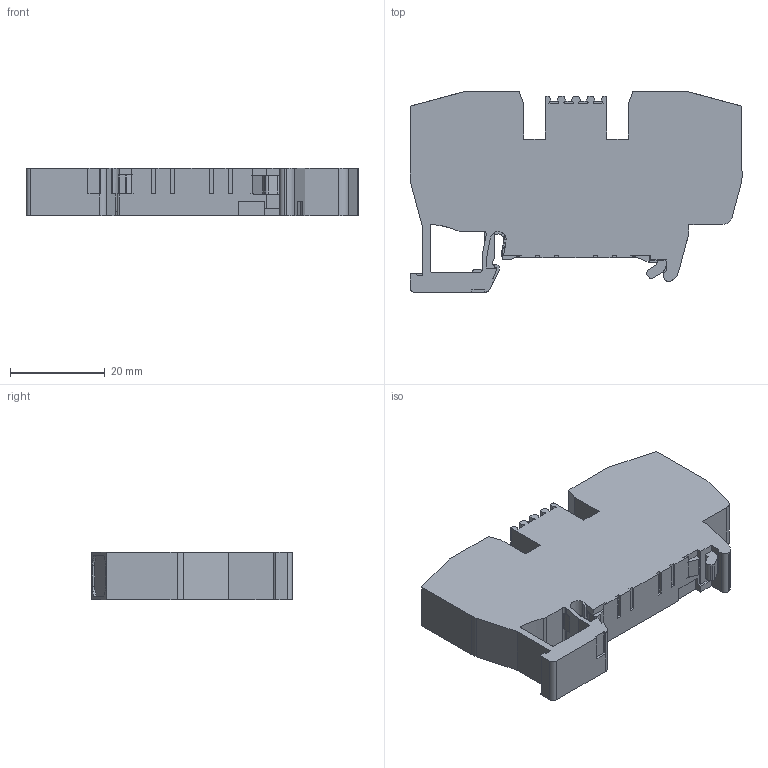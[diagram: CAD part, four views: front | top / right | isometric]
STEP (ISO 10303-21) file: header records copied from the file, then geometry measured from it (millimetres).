
FILE_DESCRIPTION (( 'STEP AP214' ), '1' );
FILE_NAME ('336250_YBK 10 T.STP', '2013-11-13T12:00:06', ( 'arge' ), ( 'Microsoft' ), 'SwSTEP 2.0', 'SolidWorks 2013', '' );
FILE_SCHEMA (( 'AUTOMOTIVE_DESIGN' ));
Length unit declared in the file: millimetre
Products named in the file (1): 336250_YBK 10 T
Bounding box: 70 x 42.31 x 10 mm (x, y, z)
Volume: 21826 mm3; surface area: 7889.5 mm2
Topology: 1 solids, 1 shells, 257 faces, 743 edges, 494 vertices
Faces by surface type: plane 185, cylinder 56, bspline 16
Entity records: 10969 total; most frequent: CARTESIAN_POINT 1811, ORIENTED_EDGE 1486, DIRECTION 1302, EDGE_CURVE 743, LINE 572, VECTOR 572, VERTEX_POINT 494, AXIS2_PLACEMENT_3D 365
